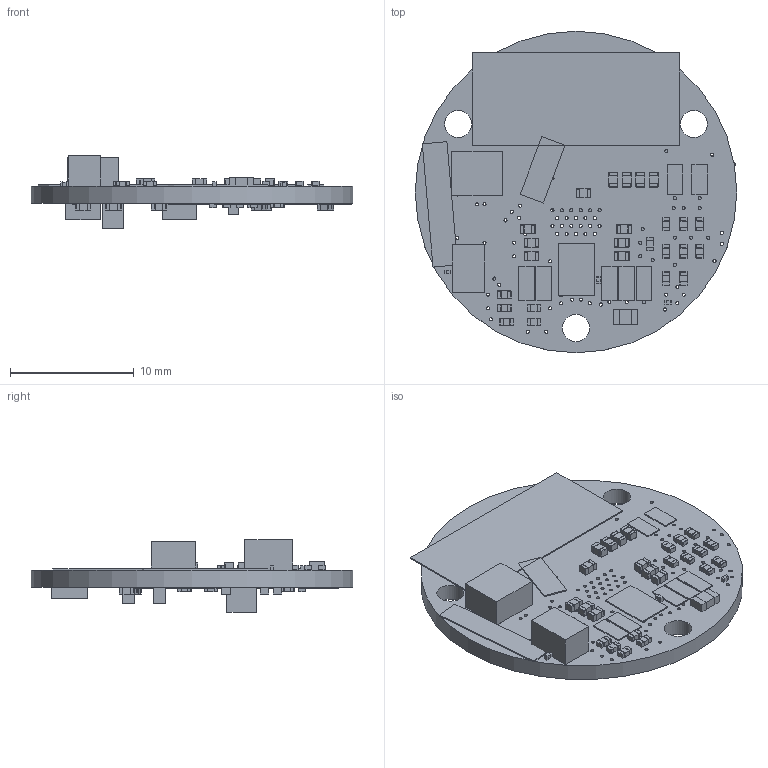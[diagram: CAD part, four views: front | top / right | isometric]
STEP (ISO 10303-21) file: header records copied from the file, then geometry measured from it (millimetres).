
FILE_DESCRIPTION(/* description */ (''),/* implementation_level */ '2;1');
FILE_NAME(/* name */ '22ae1590-7e6f-4454-8655-d49961bbd41b.stp',/* time_stamp */ '2020-08-03T08:38:41+00:00',/* author */ (''),/* organization */ (''),/* preprocessor_version */ 'ST-DEVELOPER v18.1',/* originating_system */ 'Autodesk Translation Framework v9.3.0.1241',/* authorisation */ '');
FILE_SCHEMA (('AUTOMOTIVE_DESIGN { 1 0 10303 214 3 1 1 }'));
Length unit declared in the file: millimetre
Products named in the file (22): 22ae1590-7e6f-4454-8655-d49961bbd41b; PCB Component; Board; MOLEX_87759_1450; 1nF; 10uF; 0.1uF; 0.5A/40V/420mV; 33nH/±5%/500mA; U.FL; KELLER_BREAKOUT; GPS_PROG; 20V/0.2A/8MHz/1.2Ω/1Vth; NP; 10k; 36; THERMISTOR-2,5; CHARGING_COIL; P9221-R03MM_PAD; XM1110 GPS; ICM-20948; 1.8V/100mA
Assembly tree (70 placements, depth 3):
  22ae1590-7e6f-4454-8655-d49961bbd41b
    PCB Component
      Board
      MOLEX_87759_1450
      1nF  x19
      10uF  x5
      0.1uF  x3
      0.5A/40V/420mV
      33nH/±5%/500mA  x2
      U.FL
      KELLER_BREAKOUT
      GPS_PROG
      20V/0.2A/8MHz/1.2Ω/1Vth  x2
      NP  x23
      10k  x2
      36
      THERMISTOR-2,5
      CHARGING_COIL
      P9221-R03MM_PAD
      XM1110 GPS
      ICM-20948
      1.8V/100mA
Bounding box: 26 x 26 x 5.85 mm (x, y, z)
Volume: 821.8 mm3; surface area: 2299.2 mm2
Topology: 69 solids, 69 shells, 2679 faces, 5355 edges, 2898 vertices
Faces by surface type: cylinder 1145, plane 862, sphere 672
Full cylindrical faces by diameter (mm): 0.127 x23, 0.254 x99, 0.7 x5, 0.813 x2, 1 x4, 2.2 x3, 26 x1
Entity records: 12656 total; most frequent: DIRECTION 2171, CARTESIAN_POINT 1894, ORIENTED_EDGE 1758, EDGE_CURVE 879, AXIS2_PLACEMENT_3D 831, EDGE_LOOP 645, VERTEX_POINT 554, LINE 509
